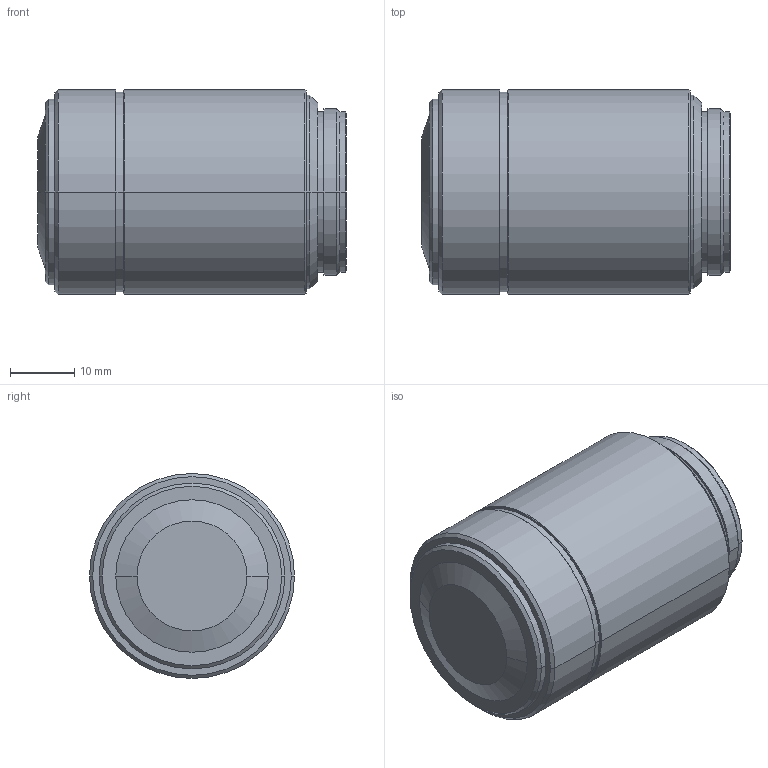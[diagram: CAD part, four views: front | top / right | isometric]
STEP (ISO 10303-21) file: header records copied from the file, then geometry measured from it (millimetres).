
FILE_DESCRIPTION (( 'STEP AP203' ), '1' );
FILE_NAME ('690085.step', '2025-04-14T08:45:01', ( 'MSI' ), ( '' ), 'SwSTEP 2.0', 'SolidWorks 2020', '' );
FILE_SCHEMA (( 'CONFIG_CONTROL_DESIGN' ));
Length unit declared in the file: millimetre
Products named in the file (1): 690085
Bounding box: 48.21 x 32 x 32 mm (x, y, z)
Volume: 36365.2 mm3; surface area: 6205.8 mm2
Topology: 1 solids, 1 shells, 43 faces, 84 edges, 50 vertices
Faces by surface type: cone 18, cylinder 16, plane 9
Entity records: 1181 total; most frequent: DIRECTION 222, CARTESIAN_POINT 178, ORIENTED_EDGE 168, AXIS2_PLACEMENT_3D 94, EDGE_CURVE 84, VERTEX_POINT 50, CIRCLE 50, EDGE_LOOP 50
